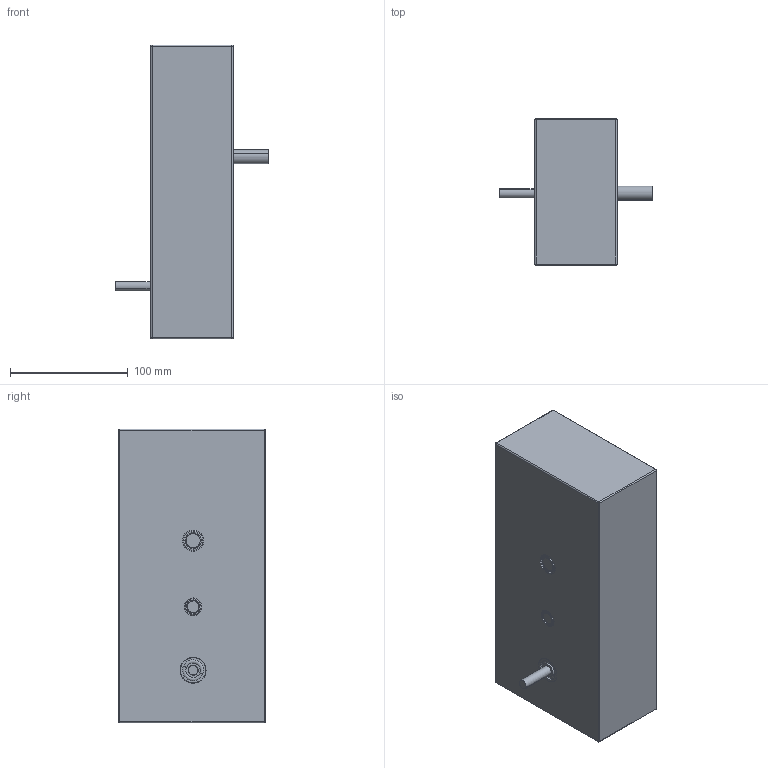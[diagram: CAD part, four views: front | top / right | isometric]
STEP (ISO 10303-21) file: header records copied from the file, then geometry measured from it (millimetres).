
FILE_DESCRIPTION (( 'STEP AP214' ), '1' );
FILE_NAME ('gearbox_assembly.STEP', '2026-02-22T07:58:45', ( '' ), ( '' ), 'SwSTEP 2.0', 'SolidWorks 2025', '' );
FILE_SCHEMA (( 'AUTOMOTIVE_DESIGN' ));
Length unit declared in the file: millimetre
Products named in the file (15): Input Shaft Subassembly^gearbox_assembly; instrument ball bearing_68_10mm Bearing; Output Shaft Subassembly^gearbox_assembly; instrument ball bearing_68_8mm Bearing; instrument ball bearing_68_12mm Bearing; spur gear_Pinion 12 Teeth; Intermediate Shaft Subassembly^gearbox_assembly; Shaft, Intermediate, Ø10 mm; spur gear_Pinion 15 Teeth; Housing; Shaft, Input, Ø8 mm; spur gear_Gear 60 Teeth 12mm Shaft; gearbox_assembly; Shaft, Output, Ø12 mm; spur gear_60 Tooth 10mm Shaft
Assembly tree (17 placements, depth 3):
  gearbox_assembly
    Input Shaft Subassembly^gearbox_assembly
      instrument ball bearing_68_8mm Bearing  x2
      spur gear_Pinion 12 Teeth
      Shaft, Input, Ø8 mm
    Intermediate Shaft Subassembly^gearbox_assembly
      instrument ball bearing_68_10mm Bearing  x2
      spur gear_60 Tooth 10mm Shaft
      spur gear_Pinion 15 Teeth
      Shaft, Intermediate, Ø10 mm
    Output Shaft Subassembly^gearbox_assembly
      instrument ball bearing_68_12mm Bearing  x2
      spur gear_Gear 60 Teeth 12mm Shaft
      Shaft, Output, Ø12 mm
    Housing
Bounding box: 130 x 125 x 250 mm (x, y, z)
Volume: 1067802 mm3; surface area: 246501 mm2
Topology: 14 solids, 14 shells, 898 faces, 2407 edges, 1558 vertices
Faces by surface type: cylinder 753, torus 72, plane 65, sphere 8
Entity records: 27172 total; most frequent: DIRECTION 5387, CARTESIAN_POINT 4542, ORIENTED_EDGE 4462, AXIS2_PLACEMENT_3D 2323, EDGE_CURVE 2231, CIRCLE 1486, VERTEX_POINT 1462, EDGE_LOOP 863
